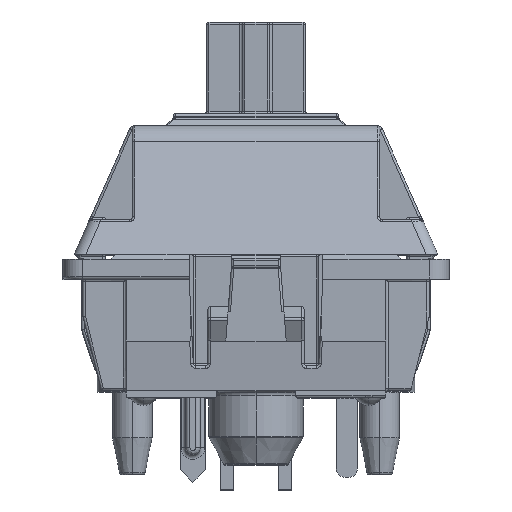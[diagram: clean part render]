
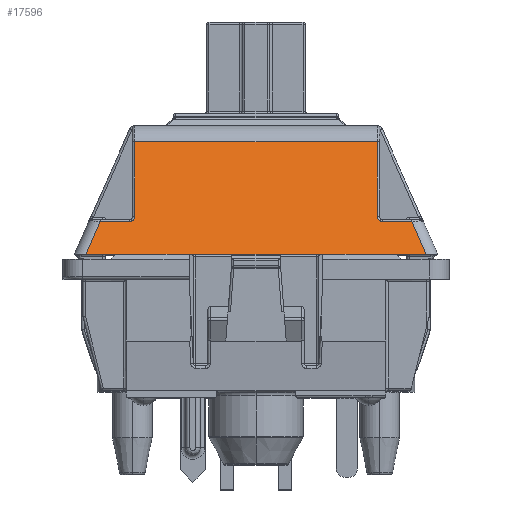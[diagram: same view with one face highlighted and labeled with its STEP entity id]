
A CAD part, top view. The second image highlights one B-rep face of the part: STEP entity #17596.
In plain terms, the highlighted planar face has unit normal (0, 0.359, 0.933).
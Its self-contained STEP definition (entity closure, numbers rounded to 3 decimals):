
#7948=DIRECTION('',(-1.,0.,0.));
#7949=VECTOR('',#7948,13.765);
#7950=CARTESIAN_POINT('',(14.233,0.,0.));
#7951=LINE('',#7950,#7949);
#8393=CARTESIAN_POINT('',(14.233,0.,0.));
#8404=CARTESIAN_POINT('',(13.642,1.336,
-0.514));
#8411=CARTESIAN_POINT('',(12.45,1.336,
-0.514));
#8412=CARTESIAN_POINT('',(12.429,1.336,
-0.514));
#8413=CARTESIAN_POINT('',(12.39,1.342,
-0.516));
#8414=CARTESIAN_POINT('',(12.333,1.37,
-0.527));
#8415=CARTESIAN_POINT('',(12.288,1.414,
-0.544));
#8416=CARTESIAN_POINT('',(12.258,1.471,
-0.566));
#8417=CARTESIAN_POINT('',(12.25,1.513,
-0.582));
#8418=CARTESIAN_POINT('',(12.25,1.536,
-0.591));
#8420=DIRECTION('',(-0.382,0.863,-0.332));
#8421=VECTOR('',#8420,1.548);
#8422=CARTESIAN_POINT('',(14.233,0.,0.));
#8423=LINE('',#8422,#8421);
#8424=DIRECTION('',(-0.382,-0.863,0.332));
#8425=VECTOR('',#8424,1.548);
#8426=CARTESIAN_POINT('',(1.058,1.336,
-0.514));
#8427=LINE('',#8426,#8425);
#8428=CARTESIAN_POINT('',(2.45,1.536,
-0.591));
#8429=CARTESIAN_POINT('',(2.45,1.513,
-0.582));
#8430=CARTESIAN_POINT('',(2.443,1.471,
-0.566));
#8431=CARTESIAN_POINT('',(2.413,1.414,
-0.544));
#8432=CARTESIAN_POINT('',(2.367,1.369,
-0.527));
#8433=CARTESIAN_POINT('',(2.309,1.342,
-0.516));
#8434=CARTESIAN_POINT('',(2.27,1.336,
-0.514));
#8435=CARTESIAN_POINT('',(2.25,1.336,
-0.514));
#8456=DIRECTION('',(1.,0.,0.));
#8457=VECTOR('',#8456,1.192);
#8458=CARTESIAN_POINT('',(12.45,1.336,
-0.514));
#8459=LINE('',#8458,#8457);
#9510=DIRECTION('',(0.,-0.933,0.359));
#9511=VECTOR('',#9510,3.239);
#9512=CARTESIAN_POINT('',(12.25,4.559,-1.753));
#9513=LINE('',#9512,#9511);
#9529=DIRECTION('',(1.,0.,0.));
#9530=VECTOR('',#9529,9.8);
#9531=CARTESIAN_POINT('',(2.45,4.559,-1.753));
#9532=LINE('',#9531,#9530);
#9552=DIRECTION('',(0.,0.933,-0.359));
#9553=VECTOR('',#9552,3.239);
#9554=CARTESIAN_POINT('',(2.45,1.536,
-0.591));
#9555=LINE('',#9554,#9553);
#9570=DIRECTION('',(1.,0.,0.));
#9571=VECTOR('',#9570,1.192);
#9572=CARTESIAN_POINT('',(1.058,1.336,
-0.514));
#9573=LINE('',#9572,#9571);
#14581=VERTEX_POINT('',#8404);
#14664=VERTEX_POINT('',#8393);
#14665=CARTESIAN_POINT('',(0.467,0.,0.));
#14666=VERTEX_POINT('',#14665);
#15294=VERTEX_POINT('',#8411);
#15295=VERTEX_POINT('',#8418);
#15296=CARTESIAN_POINT('',(12.25,4.559,-1.753));
#15297=VERTEX_POINT('',#15296);
#15298=CARTESIAN_POINT('',(2.45,4.559,-1.753));
#15299=VERTEX_POINT('',#15298);
#15300=CARTESIAN_POINT('',(2.45,1.536,
-0.591));
#15301=VERTEX_POINT('',#15300);
#15302=VERTEX_POINT('',#8435);
#15303=CARTESIAN_POINT('',(1.058,1.336,
-0.514));
#15304=VERTEX_POINT('',#15303);
#17571=CARTESIAN_POINT('',(0.,5.2,-2.));
#17572=DIRECTION('',(0.,-0.359,-0.933));
#17573=DIRECTION('',(1.,0.,0.));
#17574=AXIS2_PLACEMENT_3D('',#17571,#17572,#17573);
#17575=PLANE('',#17574);
#17577=ORIENTED_EDGE('',*,*,#17576,.F.);
#17579=ORIENTED_EDGE('',*,*,#17578,.T.);
#17580=ORIENTED_EDGE('',*,*,#17564,.F.);
#17581=ORIENTED_EDGE('',*,*,#16799,.T.);
#17583=ORIENTED_EDGE('',*,*,#17582,.F.);
#17585=ORIENTED_EDGE('',*,*,#17584,.T.);
#17587=ORIENTED_EDGE('',*,*,#17586,.F.);
#17589=ORIENTED_EDGE('',*,*,#17588,.T.);
#17591=ORIENTED_EDGE('',*,*,#17590,.T.);
#17593=ORIENTED_EDGE('',*,*,#17592,.T.);
#17594=EDGE_LOOP('',(#17577,#17579,#17580,#17581,#17583,#17585,#17587,#17589,
#17591,#17593));
#17595=FACE_OUTER_BOUND('',#17594,.F.);
#17596=ADVANCED_FACE('',(#17595),#17575,.F.);
#8419=B_SPLINE_CURVE_WITH_KNOTS('',3,(#8411,#8412,#8413,#8414,#8415,#8416,#8417,
#8418),.UNSPECIFIED.,.F.,.F.,(4,1,1,1,1,4),(0.,0.2,0.4,0.6,0.8,1.),
.UNSPECIFIED.);
#8436=B_SPLINE_CURVE_WITH_KNOTS('',3,(#8428,#8429,#8430,#8431,#8432,#8433,#8434,
#8435),.UNSPECIFIED.,.F.,.F.,(4,1,1,1,1,4),(0.,0.2,0.4,0.6,0.8,1.),
.UNSPECIFIED.);
#16799=EDGE_CURVE('',#14664,#14666,#7951,.T.);
#17564=EDGE_CURVE('',#14664,#14581,#8423,.T.);
#17576=EDGE_CURVE('',#15294,#15295,#8419,.T.);
#17578=EDGE_CURVE('',#15294,#14581,#8459,.T.);
#17582=EDGE_CURVE('',#15304,#14666,#8427,.T.);
#17584=EDGE_CURVE('',#15304,#15302,#9573,.T.);
#17586=EDGE_CURVE('',#15301,#15302,#8436,.T.);
#17588=EDGE_CURVE('',#15301,#15299,#9555,.T.);
#17590=EDGE_CURVE('',#15299,#15297,#9532,.T.);
#17592=EDGE_CURVE('',#15297,#15295,#9513,.T.);
